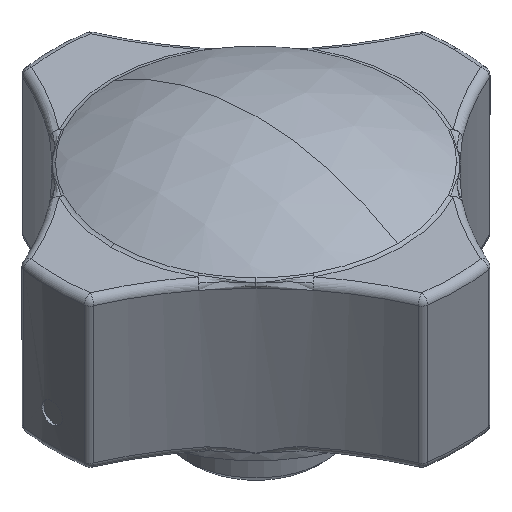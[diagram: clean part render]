
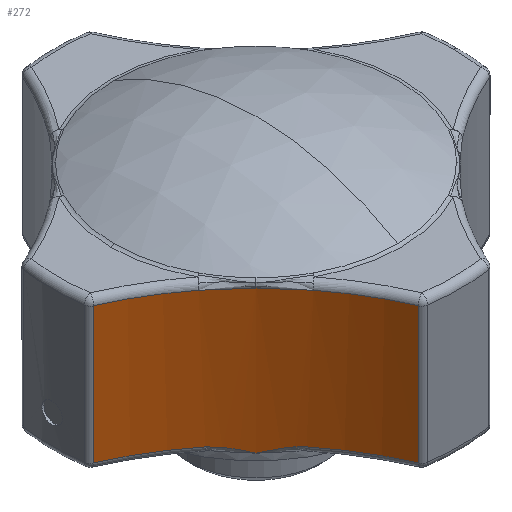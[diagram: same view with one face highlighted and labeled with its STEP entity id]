
A CAD part, isometric view. The second image highlights one B-rep face of the part: STEP entity #272.
In plain terms, the highlighted cylindrical face has radius 46.37 mm (diameter 92.74 mm), a partial arc.
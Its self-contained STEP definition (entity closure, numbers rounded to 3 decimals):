
#72 = EDGE_CURVE ( 'NONE', #135, #73, #1415, .T. ) ;
#73 = VERTEX_POINT ( 'NONE', #1414 ) ;
#74 = ORIENTED_EDGE ( 'NONE', *, *, #75, .T. ) ;
#75 = EDGE_CURVE ( 'NONE', #73, #76, #1395, .T. ) ;
#76 = VERTEX_POINT ( 'NONE', #1394 ) ;
#77 = ORIENTED_EDGE ( 'NONE', *, *, #78, .T. ) ;
#78 = EDGE_CURVE ( 'NONE', #76, #79, #1355, .T. ) ;
#79 = VERTEX_POINT ( 'NONE', #1346 ) ;
#80 = ORIENTED_EDGE ( 'NONE', *, *, #81, .T. ) ;
#81 = EDGE_CURVE ( 'NONE', #79, #82, #1262, .T. ) ;
#82 = VERTEX_POINT ( 'NONE', #1258 ) ;
#83 = ORIENTED_EDGE ( 'NONE', *, *, #84, .T. ) ;
#84 = EDGE_CURVE ( 'NONE', #82, #181, #1257, .T. ) ;
#100 = EDGE_CURVE ( 'NONE', #129, #181, #1313, .T. ) ;
#128 = VERTEX_POINT ( 'NONE', #1457 ) ;
#129 = VERTEX_POINT ( 'NONE', #1456 ) ;
#130 = ORIENTED_EDGE ( 'NONE', *, *, #210, .T. ) ;
#131 = EDGE_CURVE ( 'NONE', #128, #129, #1626, .T. ) ;
#132 = ORIENTED_EDGE ( 'NONE', *, *, #133, .T. ) ;
#133 = EDGE_CURVE ( 'NONE', #211, #134, #1625, .T. ) ;
#134 = VERTEX_POINT ( 'NONE', #1533 ) ;
#135 = VERTEX_POINT ( 'NONE', #1532 ) ;
#181 = VERTEX_POINT ( 'NONE', #1578 ) ;
#182 = ORIENTED_EDGE ( 'NONE', *, *, #100, .F. ) ;
#207 = ORIENTED_EDGE ( 'NONE', *, *, #208, .T. ) ;
#208 = EDGE_CURVE ( 'NONE', #134, #135, #1572, .T. ) ;
#209 = ORIENTED_EDGE ( 'NONE', *, *, #72, .T. ) ;
#210 = EDGE_CURVE ( 'NONE', #128, #211, #1717, .T. ) ;
#211 = VERTEX_POINT ( 'NONE', #1715 ) ;
#212 = ORIENTED_EDGE ( 'NONE', *, *, #131, .F. ) ;
#223 = EDGE_LOOP ( 'NONE', ( #212, #130, #132, #207, #209, #74, #77, #80, #83, #182 ) ) ;
#272 = ADVANCED_FACE ( 'NONE', ( #2272 ), #2282, .F. ) ;
#1253 = DIRECTION ( 'NONE',  ( -1., 0., 0. ) ) ;
#1254 = DIRECTION ( 'NONE',  ( 0., 0., 1. ) ) ;
#1255 = CARTESIAN_POINT ( 'NONE',  ( -47.688, -47.688, 15.779 ) ) ;
#1256 = AXIS2_PLACEMENT_3D ( 'NONE', #1255, #1254, #1253 ) ;
#1257 = CIRCLE ( 'NONE', #1256, 46.37 ) ;
#1258 = CARTESIAN_POINT ( 'NONE',  ( -5.215, -29.081, 15.779 ) ) ;
#1259 = DIRECTION ( 'NONE',  ( 0., 0., 1. ) ) ;
#1260 = VECTOR ( 'NONE', #1259, 1000. ) ;
#1261 = CARTESIAN_POINT ( 'NONE',  ( -5.215, -29.081, -17.221 ) ) ;
#1262 = LINE ( 'NONE', #1261, #1260 ) ;
#1313 = B_SPLINE_CURVE_WITH_KNOTS ( 'NONE', 3,
 ( #1454, #1453, #1452, #1451, #1450, #1449 ),
 .UNSPECIFIED., .F., .F.,
 ( 4, 2, 4 ),
 ( 0., 0.5, 1. ),
 .UNSPECIFIED. ) ;
#1343 = DIRECTION ( 'NONE',  ( 1., 0., 0. ) ) ;
#1344 = DIRECTION ( 'NONE',  ( 0., 0., -1. ) ) ;
#1345 = AXIS2_PLACEMENT_3D ( 'NONE', #1396, #1344, #1343 ) ;
#1346 = CARTESIAN_POINT ( 'NONE',  ( -5.215, -29.081, -4.221 ) ) ;
#1347 = CARTESIAN_POINT ( 'NONE',  ( -11.396, -18.826, -4.221 ) ) ;
#1348 = CARTESIAN_POINT ( 'NONE',  ( -11.678, -18.471, -4.221 ) ) ;
#1349 = CARTESIAN_POINT ( 'NONE',  ( -11.96, -18.126, -4.261 ) ) ;
#1350 = CARTESIAN_POINT ( 'NONE',  ( -12.531, -17.45, -4.383 ) ) ;
#1351 = CARTESIAN_POINT ( 'NONE',  ( -12.819, -17.119, -4.465 ) ) ;
#1352 = CARTESIAN_POINT ( 'NONE',  ( -13.692, -16.142, -4.749 ) ) ;
#1353 = CARTESIAN_POINT ( 'NONE',  ( -14.288, -15.512, -4.985 ) ) ;
#1354 = CARTESIAN_POINT ( 'NONE',  ( -14.9, -14.9, -5.221 ) ) ;
#1355 = CIRCLE ( 'NONE', #1345, 46.37 ) ;
#1384 = CARTESIAN_POINT ( 'NONE',  ( -14.9, -14.9, -5.221 ) ) ;
#1385 = CARTESIAN_POINT ( 'NONE',  ( -15.204, -14.595, -5.104 ) ) ;
#1386 = CARTESIAN_POINT ( 'NONE',  ( -15.516, -14.292, -4.985 ) ) ;
#1387 = CARTESIAN_POINT ( 'NONE',  ( -16.147, -13.695, -4.761 ) ) ;
#1388 = CARTESIAN_POINT ( 'NONE',  ( -16.467, -13.401, -4.654 ) ) ;
#1389 = CARTESIAN_POINT ( 'NONE',  ( -17.119, -12.819, -4.465 ) ) ;
#1390 = CARTESIAN_POINT ( 'NONE',  ( -17.45, -12.531, -4.383 ) ) ;
#1391 = CARTESIAN_POINT ( 'NONE',  ( -18.126, -11.96, -4.261 ) ) ;
#1392 = CARTESIAN_POINT ( 'NONE',  ( -18.471, -11.678, -4.221 ) ) ;
#1393 = CARTESIAN_POINT ( 'NONE',  ( -18.826, -11.396, -4.221 ) ) ;
#1394 = CARTESIAN_POINT ( 'NONE',  ( -11.396, -18.826, -4.221 ) ) ;
#1395 = B_SPLINE_CURVE_WITH_KNOTS ( 'NONE', 3,
 ( #1354, #1353, #1352, #1351, #1350, #1349, #1348, #1347 ),
 .UNSPECIFIED., .F., .F.,
 ( 4, 2, 2, 4 ),
 ( 0., 0.003, 0.004, 0.005 ),
 .UNSPECIFIED. ) ;
#1396 = CARTESIAN_POINT ( 'NONE',  ( -47.688, -47.688, -4.221 ) ) ;
#1414 = CARTESIAN_POINT ( 'NONE',  ( -14.9, -14.9, -5.221 ) ) ;
#1415 = B_SPLINE_CURVE_WITH_KNOTS ( 'NONE', 3,
 ( #1393, #1392, #1391, #1390, #1389, #1388, #1387, #1386, #1385, #1384 ),
 .UNSPECIFIED., .F., .F.,
 ( 4, 2, 2, 2, 4 ),
 ( 0., 0.001, 0.003, 0.004, 0.005 ),
 .UNSPECIFIED. ) ;
#1449 = CARTESIAN_POINT ( 'NONE',  ( -10.952, -19.392, 15.779 ) ) ;
#1450 = CARTESIAN_POINT ( 'NONE',  ( -11.563, -18.6, 15.779 ) ) ;
#1451 = CARTESIAN_POINT ( 'NONE',  ( -12.197, -17.829, 15.779 ) ) ;
#1452 = CARTESIAN_POINT ( 'NONE',  ( -13.514, -16.331, 15.779 ) ) ;
#1453 = CARTESIAN_POINT ( 'NONE',  ( -14.195, -15.604, 15.779 ) ) ;
#1454 = CARTESIAN_POINT ( 'NONE',  ( -14.9, -14.9, 15.779 ) ) ;
#1456 = CARTESIAN_POINT ( 'NONE',  ( -14.9, -14.9, 15.779 ) ) ;
#1457 = CARTESIAN_POINT ( 'NONE',  ( -19.392, -10.952, 15.779 ) ) ;
#1532 = CARTESIAN_POINT ( 'NONE',  ( -18.826, -11.396, -4.221 ) ) ;
#1533 = CARTESIAN_POINT ( 'NONE',  ( -29.081, -5.215, -4.221 ) ) ;
#1534 = DIRECTION ( 'NONE',  ( 0., 0., -1. ) ) ;
#1535 = VECTOR ( 'NONE', #1534, 1000. ) ;
#1536 = CARTESIAN_POINT ( 'NONE',  ( -14.9, -14.9, 15.779 ) ) ;
#1537 = CARTESIAN_POINT ( 'NONE',  ( -15.604, -14.195, 15.779 ) ) ;
#1538 = CARTESIAN_POINT ( 'NONE',  ( -16.331, -13.514, 15.779 ) ) ;
#1539 = CARTESIAN_POINT ( 'NONE',  ( -17.829, -12.197, 15.779 ) ) ;
#1540 = CARTESIAN_POINT ( 'NONE',  ( -18.6, -11.563, 15.779 ) ) ;
#1541 = CARTESIAN_POINT ( 'NONE',  ( -19.392, -10.952, 15.779 ) ) ;
#1568 = DIRECTION ( 'NONE',  ( 1., 0., 0. ) ) ;
#1569 = DIRECTION ( 'NONE',  ( 0., 0., -1. ) ) ;
#1570 = CARTESIAN_POINT ( 'NONE',  ( -47.688, -47.688, -4.221 ) ) ;
#1571 = AXIS2_PLACEMENT_3D ( 'NONE', #1570, #1569, #1568 ) ;
#1572 = CIRCLE ( 'NONE', #1571, 46.37 ) ;
#1578 = CARTESIAN_POINT ( 'NONE',  ( -10.952, -19.392, 15.779 ) ) ;
#1624 = CARTESIAN_POINT ( 'NONE',  ( -29.081, -5.215, -17.221 ) ) ;
#1625 = LINE ( 'NONE', #1624, #1535 ) ;
#1626 = B_SPLINE_CURVE_WITH_KNOTS ( 'NONE', 3,
 ( #1541, #1540, #1539, #1538, #1537, #1536 ),
 .UNSPECIFIED., .F., .F.,
 ( 4, 2, 4 ),
 ( 0., 0.5, 1. ),
 .UNSPECIFIED. ) ;
#1715 = CARTESIAN_POINT ( 'NONE',  ( -29.081, -5.215, 15.779 ) ) ;
#1716 = DIRECTION ( 'NONE',  ( -1., 0., 0. ) ) ;
#1717 = CIRCLE ( 'NONE', #1718, 46.37 ) ;
#1718 = AXIS2_PLACEMENT_3D ( 'NONE', #1782, #1756, #1716 ) ;
#1756 = DIRECTION ( 'NONE',  ( 0., 0., 1. ) ) ;
#1782 = CARTESIAN_POINT ( 'NONE',  ( -47.688, -47.688, 15.779 ) ) ;
#2272 = FACE_OUTER_BOUND ( 'NONE', #223, .T. ) ;
#2281 = CARTESIAN_POINT ( 'NONE',  ( -47.688, -47.688, -17.221 ) ) ;
#2282 = CYLINDRICAL_SURFACE ( 'NONE', #2286, 46.37 ) ;
#2284 = DIRECTION ( 'NONE',  ( 1., 0., 0. ) ) ;
#2285 = DIRECTION ( 'NONE',  ( 0., 0., 1. ) ) ;
#2286 = AXIS2_PLACEMENT_3D ( 'NONE', #2281, #2285, #2284 ) ;
